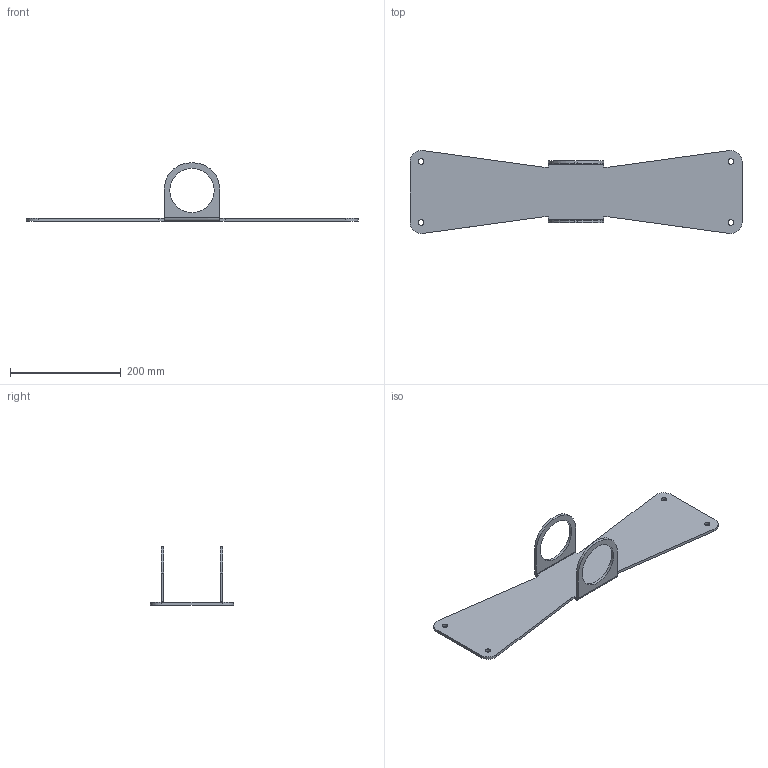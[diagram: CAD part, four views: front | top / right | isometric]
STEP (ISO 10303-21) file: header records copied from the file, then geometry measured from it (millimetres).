
FILE_DESCRIPTION(('FreeCAD Model'),'2;1');
FILE_NAME('tv-halter.step', '2023-01-11T21:10:55',('Author'),(''), 'Open CASCADE STEP processor 7.4','FreeCAD','Unknown');
FILE_SCHEMA(('AUTOMOTIVE_DESIGN { 1 0 10303 214 1 1 1 1 }'));
Length unit declared in the file: millimetre
Products named in the file (1): Fold001
Bounding box: 600 x 150.36 x 105.5 mm (x, y, z)
Volume: 395700.4 mm3; surface area: 170585.9 mm2
Topology: 1 solids, 1 shells, 48 faces, 122 edges, 76 vertices
Faces by surface type: plane 26, cylinder 18, bspline 4
Full cylindrical faces by diameter (mm): 10 x4, 80 x2
Entity records: 6060 total; most frequent: CARTESIAN_POINT 3611, DIRECTION 438, LINE 278, VECTOR 278, ORIENTED_EDGE 244, PCURVE 244, DEFINITIONAL_REPRESENTATION 244, EDGE_CURVE 122
